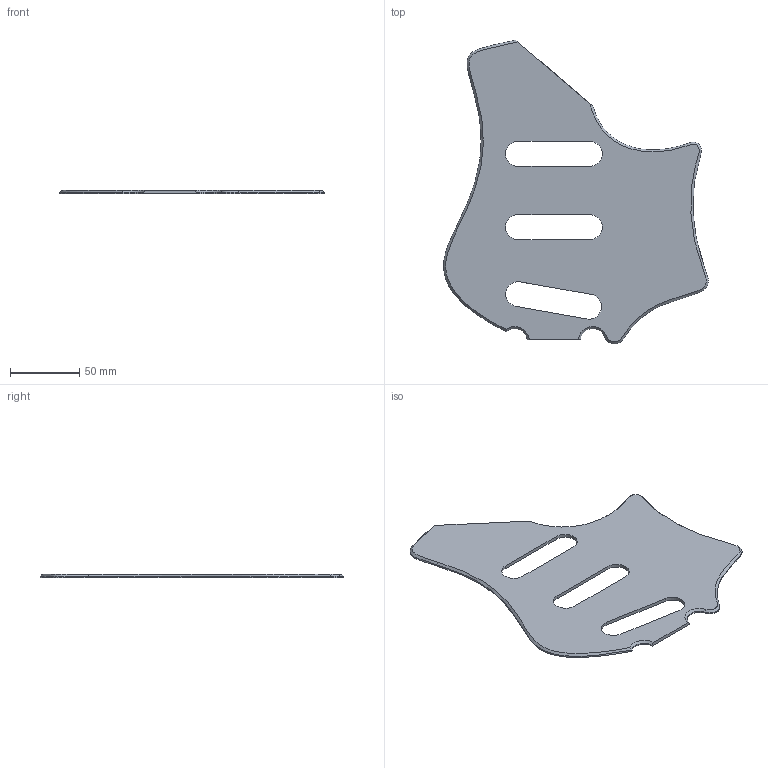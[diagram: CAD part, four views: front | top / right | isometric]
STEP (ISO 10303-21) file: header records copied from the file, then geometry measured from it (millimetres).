
FILE_DESCRIPTION (( 'STEP AP203' ), '1' );
FILE_NAME ('pickguard JV.STEP', '2023-02-23T15:14:15', ( '' ), ( '' ), 'SwSTEP 2.0', 'SolidWorks 2017', '' );
FILE_SCHEMA (( 'CONFIG_CONTROL_DESIGN' ));
Length unit declared in the file: millimetre
Products named in the file (1): pickguard JV
Bounding box: 191.36 x 219.44 x 2.5 mm (x, y, z)
Volume: 58644.2 mm3; surface area: 50352 mm2
Topology: 1 solids, 1 shells, 57 faces, 140 edges, 91 vertices
Faces by surface type: cylinder 25, plane 16, bspline 12, cone 4
Entity records: 4273 total; most frequent: CARTESIAN_POINT 2879, ORIENTED_EDGE 280, DIRECTION 255, EDGE_CURVE 140, AXIS2_PLACEMENT_3D 100, VERTEX_POINT 91, EDGE_LOOP 69, ADVANCED_FACE 57
